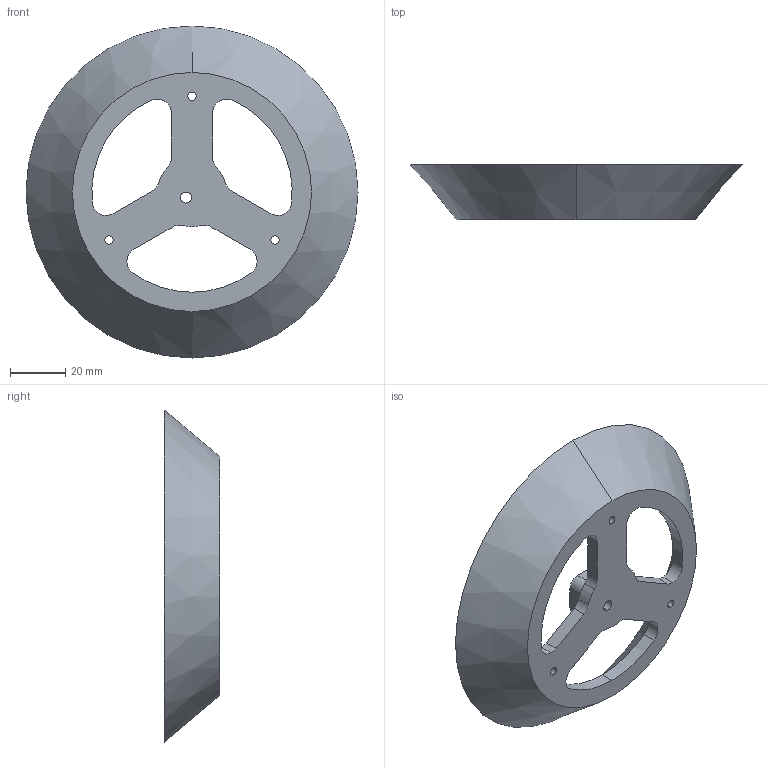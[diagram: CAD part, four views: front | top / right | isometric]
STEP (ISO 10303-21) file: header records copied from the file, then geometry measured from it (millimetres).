
FILE_DESCRIPTION (( 'STEP AP214' ), '1' );
FILE_NAME ('AHT10_Nivel_2.STEP', '2025-07-04T17:12:28', ( '' ), ( '' ), 'SwSTEP 2.0', 'SolidWorks 2022', '' );
FILE_SCHEMA (( 'AUTOMOTIVE_DESIGN' ));
Length unit declared in the file: millimetre
Products named in the file (1): AHT10_Nivel_2
Bounding box: 120 x 20 x 120 mm (x, y, z)
Volume: 51590 mm3; surface area: 25314.7 mm2
Topology: 1 solids, 1 shells, 59 faces, 160 edges, 106 vertices
Faces by surface type: cylinder 34, plane 19, cone 4, torus 2
Entity records: 1960 total; most frequent: DIRECTION 360, CARTESIAN_POINT 326, ORIENTED_EDGE 320, EDGE_CURVE 160, AXIS2_PLACEMENT_3D 140, VERTEX_POINT 106, VECTOR 80, CIRCLE 80
